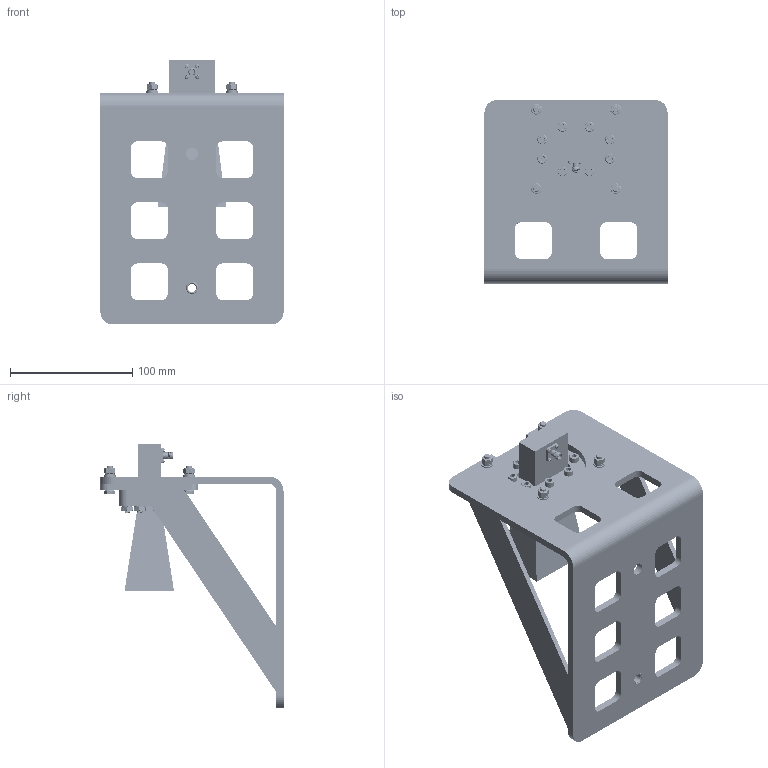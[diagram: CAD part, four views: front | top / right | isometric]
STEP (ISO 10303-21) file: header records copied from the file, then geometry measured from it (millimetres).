
FILE_DESCRIPTION (( 'STEP AP214' ), '1' );
FILE_NAME ('FM2WAN137-10SF_3D.step', '2024-07-17T23:27:41', ( '' ), ( '' ), 'SwSTEP 2.0', 'SolidWorks 2022', '' );
FILE_SCHEMA (( 'AUTOMOTIVE_DESIGN' ));
Length unit declared in the file: inch
Products named in the file (16): Screw 10-32SHx.9375^FM2WAN137-10SF_92196A269; Copy of hex nuts, style 1-grades ab gb_GB_FASTENER_NUT_SNAB1 M5-N^FMWAN137-LMT_FM2WAN137-10SF; FMWCA1050^FM2WAN137-10SF; FM2WAN137-10SF_3D; 10-32HN-NARROW^FM2WAN137-10SF_90730A007; Copy of HD-ZJL70X 0-01 Á¬½Ó°å^FMWAN137-LMT_FM2WAN137-10SF; SMA FEMALE^FMWCA1050_FM2WAN137-10SF; Copy of hexagon head bolts-full thread gb_GB_FASTENER_BOLT_STBAB A M5X20-N^FMWAN137-LMT_FM2WAN137-10SF; FMWAN137-LMT^FM2WAN137-10SF; Copy of HD-ZJL70D-R ÂÝÄ¸^FMWAN137-LMT_FM2WAN137-10SF; Copy of plain washers-n series-grade a gb_GB_FASTENER_WASHER_PWNA 5^FMWAN137-LMT_FM2WAN137-10SF; PEWCA1050^FMWCA1050_FM2WAN137-10SF; Copy of HD-ZJL70D-R^FMWAN137-LMT_FM2WAN137-10SF; FM9859B-10-CPRG^FM2WAN137-10SF; Copy of spring lock washers--normal type gb_GB_FASTENER_WASHER_SW 5^FMWAN137-LMT_FM2WAN137-10SF; 10-LW^FM2WAN137-10SF
Assembly tree (48 placements, depth 3):
  FM2WAN137-10SF_3D
    FMWAN137-LMT^FM2WAN137-10SF
      Copy of HD-ZJL70D-R^FMWAN137-LMT_FM2WAN137-10SF
      Copy of HD-ZJL70D-R ÂÝÄ¸^FMWAN137-LMT_FM2WAN137-10SF
      Copy of HD-ZJL70X 0-01 Á¬½Ó°å^FMWAN137-LMT_FM2WAN137-10SF
      Copy of hexagon head bolts-full thread gb_GB_FASTENER_BOLT_STBAB A M5X20-N^FMWAN137-LMT_FM2WAN137-10SF  x4
      Copy of plain washers-n series-grade a gb_GB_FASTENER_WASHER_PWNA 5^FMWAN137-LMT_FM2WAN137-10SF  x4
      Copy of spring lock washers--normal type gb_GB_FASTENER_WASHER_SW 5^FMWAN137-LMT_FM2WAN137-10SF  x4
      Copy of hex nuts, style 1-grades ab gb_GB_FASTENER_NUT_SNAB1 M5-N^FMWAN137-LMT_FM2WAN137-10SF  x4
    FMWCA1050^FM2WAN137-10SF
      PEWCA1050^FMWCA1050_FM2WAN137-10SF
      SMA FEMALE^FMWCA1050_FM2WAN137-10SF
    FM9859B-10-CPRG^FM2WAN137-10SF
    Screw 10-32SHx.9375^FM2WAN137-10SF_92196A269  x8
    10-LW^FM2WAN137-10SF  x8
    10-32HN-NARROW^FM2WAN137-10SF_90730A007  x8
Bounding box: 150 x 150 x 217.1 mm (x, y, z)
Volume: 360959.4 mm3; surface area: 191391.5 mm2
Topology: 62 solids, 62 shells, 2634 faces, 6960 edges, 4504 vertices
Faces by surface type: cylinder 1454, plane 658, cone 408, bspline 70, torus 28, sphere 16
Entity records: 50340 total; most frequent: CARTESIAN_POINT 23187, ORIENTED_EDGE 5618, DIRECTION 5050, EDGE_CURVE 2809, AXIS2_PLACEMENT_3D 1906, VERTEX_POINT 1839, LINE 1238, VECTOR 1238
